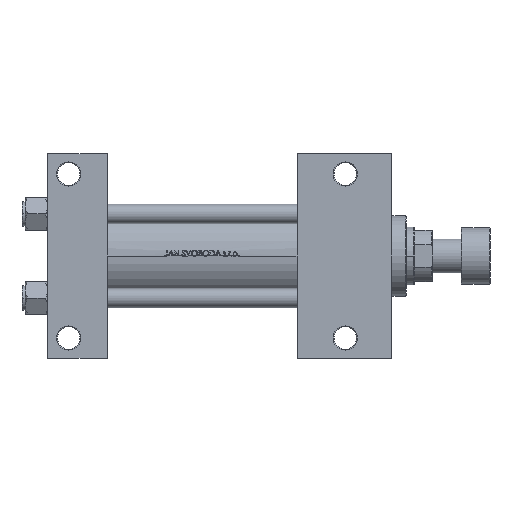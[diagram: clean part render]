
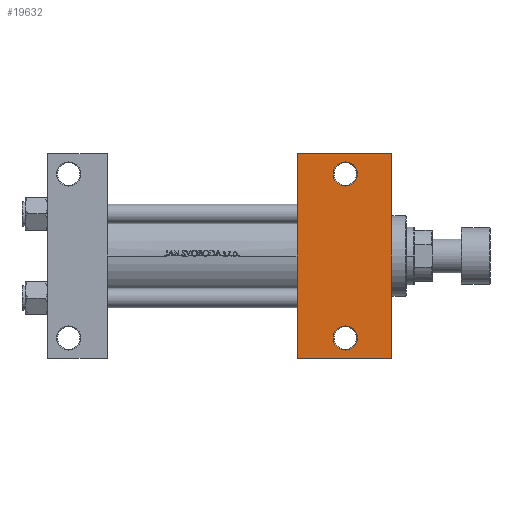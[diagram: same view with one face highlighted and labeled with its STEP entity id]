
A CAD part, front view. The second image highlights one B-rep face of the part: STEP entity #19632.
In plain terms, the highlighted face is planar.
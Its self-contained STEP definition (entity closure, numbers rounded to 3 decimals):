
#222 = VECTOR ( 'NONE', #30588, 1000. ) ;
#307 = CARTESIAN_POINT ( 'NONE',  ( 192.5, -51., -37.5 ) ) ;
#1179 = CARTESIAN_POINT ( 'NONE',  ( 185., 51., -37.5 ) ) ;
#1256 = CARTESIAN_POINT ( 'NONE',  ( 177.5, -51., -37.5 ) ) ;
#1340 = CARTESIAN_POINT ( 'NONE',  ( 214., 37.5, -37.5 ) ) ;
#1675 = EDGE_LOOP ( 'NONE', ( #37949, #39159 ) ) ;
#2044 = VECTOR ( 'NONE', #38762, 1000. ) ;
#2956 = DIRECTION ( 'NONE',  ( -1., 0., 0. ) ) ;
#3164 = LINE ( 'NONE', #6571, #32757 ) ;
#3667 = DIRECTION ( 'NONE',  ( -1., 0., 0. ) ) ;
#3770 = CARTESIAN_POINT ( 'NONE',  ( 192.5, 51., -37.5 ) ) ;
#4579 = CARTESIAN_POINT ( 'NONE',  ( 177.5, 51., -37.5 ) ) ;
#5000 = CARTESIAN_POINT ( 'NONE',  ( 185., -51., -37.5 ) ) ;
#5907 = EDGE_CURVE ( 'NONE', #26109, #46808, #21605, .T. ) ;
#6571 = CARTESIAN_POINT ( 'NONE',  ( 155., 63.5, -37.5 ) ) ;
#8932 = CARTESIAN_POINT ( 'NONE',  ( 214., 37.5, -37.5 ) ) ;
#9406 = ORIENTED_EDGE ( 'NONE', *, *, #27313, .F. ) ;
#9762 = FACE_BOUND ( 'NONE', #1675, .T. ) ;
#10872 = DIRECTION ( 'NONE',  ( -1., 0., 0. ) ) ;
#11372 = AXIS2_PLACEMENT_3D ( 'NONE', #5000, #45786, #18870 ) ;
#12602 = EDGE_CURVE ( 'NONE', #46080, #41016, #45794, .T. ) ;
#13647 = PLANE ( 'NONE',  #16481 ) ;
#16148 = DIRECTION ( 'NONE',  ( 0., 0., -1. ) ) ;
#16481 = AXIS2_PLACEMENT_3D ( 'NONE', #1340, #16148, #2956 ) ;
#16998 = CARTESIAN_POINT ( 'NONE',  ( 155., 63.5, -37.5 ) ) ;
#17714 = VERTEX_POINT ( 'NONE', #16998 ) ;
#18256 = EDGE_CURVE ( 'NONE', #29085, #27280, #34690, .T. ) ;
#18870 = DIRECTION ( 'NONE',  ( -1., 0., 0. ) ) ;
#19540 = ORIENTED_EDGE ( 'NONE', *, *, #21008, .T. ) ;
#19632 = ADVANCED_FACE ( 'NONE', ( #36200, #9762, #21169 ), #13647, .T. ) ;
#20543 = ORIENTED_EDGE ( 'NONE', *, *, #5907, .T. ) ;
#21008 = EDGE_CURVE ( 'NONE', #17714, #42051, #3164, .T. ) ;
#21169 = FACE_OUTER_BOUND ( 'NONE', #26765, .T. ) ;
#21605 = CIRCLE ( 'NONE', #29375, 7.5 ) ;
#22271 = DIRECTION ( 'NONE',  ( 0., 0., 1. ) ) ;
#22340 = CARTESIAN_POINT ( 'NONE',  ( 185., 51., -37.5 ) ) ;
#23421 = DIRECTION ( 'NONE',  ( 0., -1., 0. ) ) ;
#23963 = DIRECTION ( 'NONE',  ( -1., 0., 0. ) ) ;
#26109 = VERTEX_POINT ( 'NONE', #4579 ) ;
#26765 = EDGE_LOOP ( 'NONE', ( #9406, #19540, #41504, #42090 ) ) ;
#27280 = VERTEX_POINT ( 'NONE', #32745 ) ;
#27313 = EDGE_CURVE ( 'NONE', #17714, #27280, #35313, .T. ) ;
#28353 = AXIS2_PLACEMENT_3D ( 'NONE', #1179, #34185, #23963 ) ;
#28416 = DIRECTION ( 'NONE',  ( 1., 0., 0. ) ) ;
#29078 = EDGE_CURVE ( 'NONE', #46808, #26109, #31462, .T. ) ;
#29085 = VERTEX_POINT ( 'NONE', #30556 ) ;
#29375 = AXIS2_PLACEMENT_3D ( 'NONE', #22340, #33981, #3667 ) ;
#29508 = AXIS2_PLACEMENT_3D ( 'NONE', #36601, #22271, #10872 ) ;
#30556 = CARTESIAN_POINT ( 'NONE',  ( 214., -63.5, -37.5 ) ) ;
#30588 = DIRECTION ( 'NONE',  ( -1., 0., 0. ) ) ;
#31462 = CIRCLE ( 'NONE', #28353, 7.5 ) ;
#31667 = CARTESIAN_POINT ( 'NONE',  ( 155., 37.5, -37.5 ) ) ;
#32745 = CARTESIAN_POINT ( 'NONE',  ( 155., -63.5, -37.5 ) ) ;
#32757 = VECTOR ( 'NONE', #28416, 1000. ) ;
#33903 = EDGE_CURVE ( 'NONE', #42051, #29085, #46308, .T. ) ;
#33981 = DIRECTION ( 'NONE',  ( 0., 0., 1. ) ) ;
#34185 = DIRECTION ( 'NONE',  ( 0., 0., 1. ) ) ;
#34690 = LINE ( 'NONE', #41271, #222 ) ;
#34833 = EDGE_CURVE ( 'NONE', #41016, #46080, #37722, .T. ) ;
#35313 = LINE ( 'NONE', #31667, #43840 ) ;
#36200 = FACE_BOUND ( 'NONE', #43916, .T. ) ;
#36601 = CARTESIAN_POINT ( 'NONE',  ( 185., -51., -37.5 ) ) ;
#37221 = CARTESIAN_POINT ( 'NONE',  ( 214., 63.5, -37.5 ) ) ;
#37722 = CIRCLE ( 'NONE', #11372, 7.5 ) ;
#37949 = ORIENTED_EDGE ( 'NONE', *, *, #12602, .T. ) ;
#38762 = DIRECTION ( 'NONE',  ( 0., -1., 0. ) ) ;
#39159 = ORIENTED_EDGE ( 'NONE', *, *, #34833, .T. ) ;
#41016 = VERTEX_POINT ( 'NONE', #307 ) ;
#41271 = CARTESIAN_POINT ( 'NONE',  ( 155., -63.5, -37.5 ) ) ;
#41504 = ORIENTED_EDGE ( 'NONE', *, *, #33903, .T. ) ;
#41900 = ORIENTED_EDGE ( 'NONE', *, *, #29078, .T. ) ;
#42051 = VERTEX_POINT ( 'NONE', #37221 ) ;
#42090 = ORIENTED_EDGE ( 'NONE', *, *, #18256, .T. ) ;
#43840 = VECTOR ( 'NONE', #23421, 1000. ) ;
#43916 = EDGE_LOOP ( 'NONE', ( #20543, #41900 ) ) ;
#45786 = DIRECTION ( 'NONE',  ( 0., 0., 1. ) ) ;
#45794 = CIRCLE ( 'NONE', #29508, 7.5 ) ;
#46080 = VERTEX_POINT ( 'NONE', #1256 ) ;
#46308 = LINE ( 'NONE', #8932, #2044 ) ;
#46808 = VERTEX_POINT ( 'NONE', #3770 ) ;
